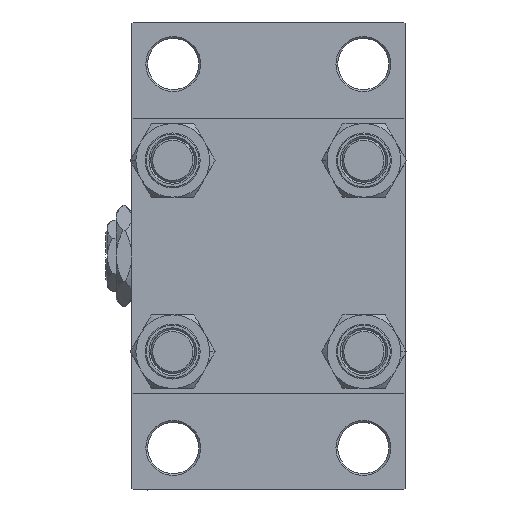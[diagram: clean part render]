
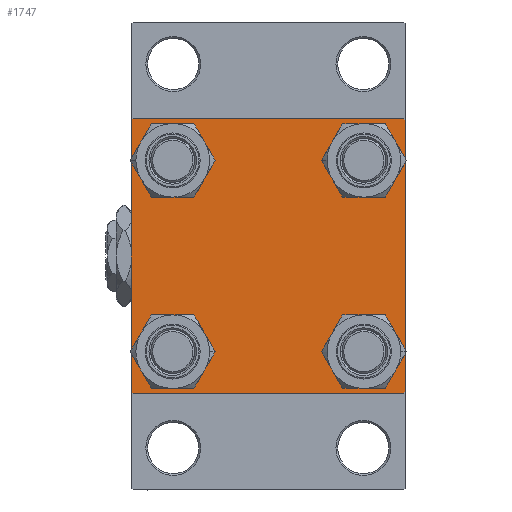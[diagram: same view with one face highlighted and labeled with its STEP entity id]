
A CAD part, left-side view. The second image highlights one B-rep face of the part: STEP entity #1747.
In plain terms, the highlighted planar face has unit normal (-1, 0, 0).
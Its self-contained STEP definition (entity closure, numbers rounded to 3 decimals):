
#379 = AXIS2_PLACEMENT_3D ( 'NONE', #3295, #27662, #19451 ) ;
#882 = ORIENTED_EDGE ( 'NONE', *, *, #30644, .T. ) ;
#917 = EDGE_LOOP ( 'NONE', ( #37986, #42788 ) ) ;
#1301 = EDGE_CURVE ( 'NONE', #41260, #21167, #6799, .T. ) ;
#1747 = ADVANCED_FACE ( 'NONE', ( #41394, #5110, #51379, #18848, #2453 ), #6673, .T. ) ;
#1834 = VERTEX_POINT ( 'NONE', #7187 ) ;
#2453 = FACE_OUTER_BOUND ( 'NONE', #22380, .T. ) ;
#3295 = CARTESIAN_POINT ( 'NONE',  ( 0., -26.15, 26.15 ) ) ;
#3592 = VECTOR ( 'NONE', #40721, 1000. ) ;
#3741 = CIRCLE ( 'NONE', #379, 6.5 ) ;
#4229 = DIRECTION ( 'NONE',  ( 0., 0., -1. ) ) ;
#4482 = DIRECTION ( 'NONE',  ( 0., 0., 1. ) ) ;
#5110 = FACE_BOUND ( 'NONE', #45985, .T. ) ;
#5348 = DIRECTION ( 'NONE',  ( 0., -1., 0. ) ) ;
#5480 = CARTESIAN_POINT ( 'NONE',  ( 0., -26.15, -32.65 ) ) ;
#5528 = CARTESIAN_POINT ( 'NONE',  ( 0., -37.25, -37.25 ) ) ;
#6673 = PLANE ( 'NONE',  #33832 ) ;
#6799 = LINE ( 'NONE', #15250, #46470 ) ;
#6900 = VERTEX_POINT ( 'NONE', #5480 ) ;
#7151 = VERTEX_POINT ( 'NONE', #48334 ) ;
#7187 = CARTESIAN_POINT ( 'NONE',  ( 0., 37., -37.5 ) ) ;
#7295 = CARTESIAN_POINT ( 'NONE',  ( 0., 26.15, 26.15 ) ) ;
#7703 = CARTESIAN_POINT ( 'NONE',  ( 0., 26.15, 32.65 ) ) ;
#8052 = DIRECTION ( 'NONE',  ( 0., 0., 1. ) ) ;
#8461 = CARTESIAN_POINT ( 'NONE',  ( 0., -26.15, -26.15 ) ) ;
#8906 = AXIS2_PLACEMENT_3D ( 'NONE', #37653, #25457, #18029 ) ;
#8933 = CARTESIAN_POINT ( 'NONE',  ( 0., 37.25, 37.25 ) ) ;
#9420 = EDGE_CURVE ( 'NONE', #51163, #41260, #12895, .T. ) ;
#9441 = CARTESIAN_POINT ( 'NONE',  ( 0., 37.5, -37.5 ) ) ;
#9735 = CIRCLE ( 'NONE', #39335, 6.5 ) ;
#9888 = ORIENTED_EDGE ( 'NONE', *, *, #29024, .F. ) ;
#10472 = DIRECTION ( 'NONE',  ( 0., 0., 1. ) ) ;
#10602 = CIRCLE ( 'NONE', #8906, 6.5 ) ;
#10644 = AXIS2_PLACEMENT_3D ( 'NONE', #8461, #40773, #4482 ) ;
#10878 = EDGE_CURVE ( 'NONE', #45836, #7151, #17995, .T. ) ;
#11401 = EDGE_LOOP ( 'NONE', ( #48515, #30569 ) ) ;
#11545 = DIRECTION ( 'NONE',  ( 0., 0., -1. ) ) ;
#12195 = AXIS2_PLACEMENT_3D ( 'NONE', #20757, #37191, #8052 ) ;
#12895 = LINE ( 'NONE', #8933, #3592 ) ;
#13796 = DIRECTION ( 'NONE',  ( 0., 0.707, 0.707 ) ) ;
#13828 = EDGE_CURVE ( 'NONE', #16950, #43692, #3741, .T. ) ;
#13848 = EDGE_CURVE ( 'NONE', #43692, #16950, #18141, .T. ) ;
#14777 = DIRECTION ( 'NONE',  ( 0., 0., 1. ) ) ;
#15250 = CARTESIAN_POINT ( 'NONE',  ( 0., 37.5, 37.5 ) ) ;
#15369 = EDGE_CURVE ( 'NONE', #19900, #39808, #41813, .T. ) ;
#15493 = DIRECTION ( 'NONE',  ( 1., 0., 0. ) ) ;
#15889 = ORIENTED_EDGE ( 'NONE', *, *, #9420, .T. ) ;
#16303 = CARTESIAN_POINT ( 'NONE',  ( 0., 37., 37.5 ) ) ;
#16950 = VERTEX_POINT ( 'NONE', #29933 ) ;
#17062 = EDGE_CURVE ( 'NONE', #21167, #1834, #51570, .T. ) ;
#17356 = CARTESIAN_POINT ( 'NONE',  ( 0., -37.5, 37. ) ) ;
#17995 = CIRCLE ( 'NONE', #36669, 6.5 ) ;
#18029 = DIRECTION ( 'NONE',  ( 0., 0., 1. ) ) ;
#18141 = CIRCLE ( 'NONE', #12195, 6.5 ) ;
#18377 = ORIENTED_EDGE ( 'NONE', *, *, #1301, .T. ) ;
#18424 = DIRECTION ( 'NONE',  ( 1., 0., 0. ) ) ;
#18590 = DIRECTION ( 'NONE',  ( 0., 0., 1. ) ) ;
#18848 = FACE_BOUND ( 'NONE', #47940, .T. ) ;
#19451 = DIRECTION ( 'NONE',  ( 0., 0., 1. ) ) ;
#19600 = LINE ( 'NONE', #32311, #30201 ) ;
#19753 = DIRECTION ( 'NONE',  ( 1., 0., 0. ) ) ;
#19849 = EDGE_CURVE ( 'NONE', #21573, #6900, #10602, .T. ) ;
#19900 = VERTEX_POINT ( 'NONE', #47646 ) ;
#19985 = ORIENTED_EDGE ( 'NONE', *, *, #28373, .T. ) ;
#20757 = CARTESIAN_POINT ( 'NONE',  ( 0., -26.15, 26.15 ) ) ;
#20883 = EDGE_CURVE ( 'NONE', #6900, #21573, #33500, .T. ) ;
#20967 = CARTESIAN_POINT ( 'NONE',  ( 0., -37.25, 37.25 ) ) ;
#21167 = VERTEX_POINT ( 'NONE', #28793 ) ;
#21258 = CIRCLE ( 'NONE', #34809, 6.5 ) ;
#21573 = VERTEX_POINT ( 'NONE', #30606 ) ;
#21686 = DIRECTION ( 'NONE',  ( 0., -0.707, 0.707 ) ) ;
#22380 = EDGE_LOOP ( 'NONE', ( #18377, #48777, #19985, #29519, #22808, #46040, #9888, #15889 ) ) ;
#22431 = EDGE_CURVE ( 'NONE', #36323, #39808, #19600, .T. ) ;
#22808 = ORIENTED_EDGE ( 'NONE', *, *, #22431, .F. ) ;
#24008 = VECTOR ( 'NONE', #31744, 1000. ) ;
#24040 = VECTOR ( 'NONE', #29315, 1000. ) ;
#24295 = EDGE_CURVE ( 'NONE', #36323, #41360, #25990, .T. ) ;
#24909 = CARTESIAN_POINT ( 'NONE',  ( 0., 26.15, -19.65 ) ) ;
#25457 = DIRECTION ( 'NONE',  ( 1., 0., 0. ) ) ;
#25990 = LINE ( 'NONE', #20967, #26048 ) ;
#26048 = VECTOR ( 'NONE', #13796, 1000. ) ;
#26201 = CARTESIAN_POINT ( 'NONE',  ( 0., 26.15, -26.15 ) ) ;
#26420 = VERTEX_POINT ( 'NONE', #47352 ) ;
#26707 = AXIS2_PLACEMENT_3D ( 'NONE', #7295, #15493, #32197 ) ;
#26862 = ORIENTED_EDGE ( 'NONE', *, *, #20883, .T. ) ;
#27662 = DIRECTION ( 'NONE',  ( 1., 0., 0. ) ) ;
#28373 = EDGE_CURVE ( 'NONE', #1834, #19900, #38573, .T. ) ;
#28793 = CARTESIAN_POINT ( 'NONE',  ( 0., 37.5, -37. ) ) ;
#29024 = EDGE_CURVE ( 'NONE', #51163, #41360, #41638, .T. ) ;
#29315 = DIRECTION ( 'NONE',  ( 0., -1., 0. ) ) ;
#29519 = ORIENTED_EDGE ( 'NONE', *, *, #15369, .T. ) ;
#29812 = EDGE_CURVE ( 'NONE', #36958, #26420, #9735, .T. ) ;
#29933 = CARTESIAN_POINT ( 'NONE',  ( 0., -26.15, 19.65 ) ) ;
#30201 = VECTOR ( 'NONE', #4229, 1000. ) ;
#30551 = CARTESIAN_POINT ( 'NONE',  ( 0., -26.15, 32.65 ) ) ;
#30569 = ORIENTED_EDGE ( 'NONE', *, *, #48537, .T. ) ;
#30606 = CARTESIAN_POINT ( 'NONE',  ( 0., -26.15, -19.65 ) ) ;
#30644 = EDGE_CURVE ( 'NONE', #7151, #45836, #40202, .T. ) ;
#31338 = ORIENTED_EDGE ( 'NONE', *, *, #19849, .T. ) ;
#31744 = DIRECTION ( 'NONE',  ( 0., -0.707, -0.707 ) ) ;
#32197 = DIRECTION ( 'NONE',  ( 0., 0., 1. ) ) ;
#32311 = CARTESIAN_POINT ( 'NONE',  ( 0., -37.5, 37.5 ) ) ;
#33411 = VECTOR ( 'NONE', #5348, 1000. ) ;
#33500 = CIRCLE ( 'NONE', #10644, 6.5 ) ;
#33832 = AXIS2_PLACEMENT_3D ( 'NONE', #43215, #42956, #18590 ) ;
#34809 = AXIS2_PLACEMENT_3D ( 'NONE', #26201, #38909, #14777 ) ;
#36323 = VERTEX_POINT ( 'NONE', #17356 ) ;
#36669 = AXIS2_PLACEMENT_3D ( 'NONE', #36968, #19753, #36695 ) ;
#36695 = DIRECTION ( 'NONE',  ( 0., 0., 1. ) ) ;
#36958 = VERTEX_POINT ( 'NONE', #24909 ) ;
#36968 = CARTESIAN_POINT ( 'NONE',  ( 0., 26.15, 26.15 ) ) ;
#37149 = CARTESIAN_POINT ( 'NONE',  ( 0., 37.5, 37.5 ) ) ;
#37191 = DIRECTION ( 'NONE',  ( 1., 0., 0. ) ) ;
#37653 = CARTESIAN_POINT ( 'NONE',  ( 0., -26.15, -26.15 ) ) ;
#37983 = CARTESIAN_POINT ( 'NONE',  ( 0., -37.5, -37. ) ) ;
#37986 = ORIENTED_EDGE ( 'NONE', *, *, #13848, .T. ) ;
#38353 = CARTESIAN_POINT ( 'NONE',  ( 0., -37., 37.5 ) ) ;
#38573 = LINE ( 'NONE', #9441, #24040 ) ;
#38909 = DIRECTION ( 'NONE',  ( 1., 0., 0. ) ) ;
#39335 = AXIS2_PLACEMENT_3D ( 'NONE', #46495, #18424, #10472 ) ;
#39808 = VERTEX_POINT ( 'NONE', #37983 ) ;
#40202 = CIRCLE ( 'NONE', #26707, 6.5 ) ;
#40485 = CARTESIAN_POINT ( 'NONE',  ( 0., 37.5, 37. ) ) ;
#40721 = DIRECTION ( 'NONE',  ( 0., 0.707, -0.707 ) ) ;
#40773 = DIRECTION ( 'NONE',  ( 1., 0., 0. ) ) ;
#41260 = VERTEX_POINT ( 'NONE', #40485 ) ;
#41360 = VERTEX_POINT ( 'NONE', #38353 ) ;
#41394 = FACE_BOUND ( 'NONE', #917, .T. ) ;
#41638 = LINE ( 'NONE', #37149, #33411 ) ;
#41813 = LINE ( 'NONE', #5528, #45951 ) ;
#42788 = ORIENTED_EDGE ( 'NONE', *, *, #13828, .T. ) ;
#42956 = DIRECTION ( 'NONE',  ( -1., 0., 0. ) ) ;
#43215 = CARTESIAN_POINT ( 'NONE',  ( 0., 0., 0. ) ) ;
#43692 = VERTEX_POINT ( 'NONE', #30551 ) ;
#44424 = CARTESIAN_POINT ( 'NONE',  ( 0., 37.25, -37.25 ) ) ;
#45836 = VERTEX_POINT ( 'NONE', #7703 ) ;
#45951 = VECTOR ( 'NONE', #21686, 1000. ) ;
#45985 = EDGE_LOOP ( 'NONE', ( #31338, #26862 ) ) ;
#46040 = ORIENTED_EDGE ( 'NONE', *, *, #24295, .T. ) ;
#46470 = VECTOR ( 'NONE', #11545, 1000. ) ;
#46495 = CARTESIAN_POINT ( 'NONE',  ( 0., 26.15, -26.15 ) ) ;
#47352 = CARTESIAN_POINT ( 'NONE',  ( 0., 26.15, -32.65 ) ) ;
#47646 = CARTESIAN_POINT ( 'NONE',  ( 0., -37., -37.5 ) ) ;
#47940 = EDGE_LOOP ( 'NONE', ( #49814, #882 ) ) ;
#48334 = CARTESIAN_POINT ( 'NONE',  ( 0., 26.15, 19.65 ) ) ;
#48515 = ORIENTED_EDGE ( 'NONE', *, *, #29812, .T. ) ;
#48537 = EDGE_CURVE ( 'NONE', #26420, #36958, #21258, .T. ) ;
#48777 = ORIENTED_EDGE ( 'NONE', *, *, #17062, .T. ) ;
#49814 = ORIENTED_EDGE ( 'NONE', *, *, #10878, .T. ) ;
#51163 = VERTEX_POINT ( 'NONE', #16303 ) ;
#51379 = FACE_BOUND ( 'NONE', #11401, .T. ) ;
#51570 = LINE ( 'NONE', #44424, #24008 ) ;
